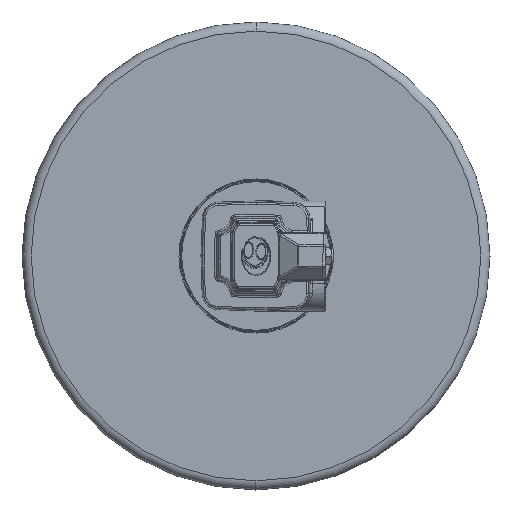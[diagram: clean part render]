
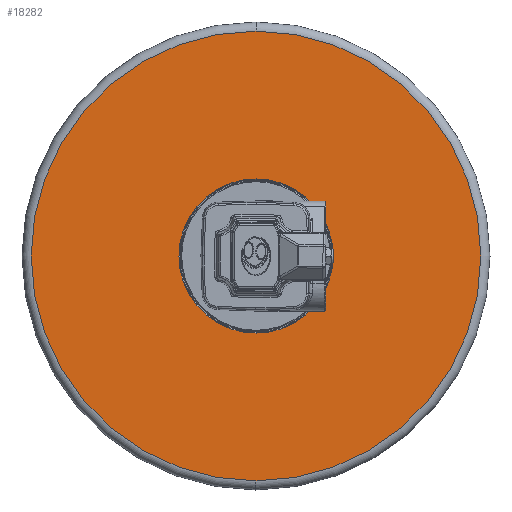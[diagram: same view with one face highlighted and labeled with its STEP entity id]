
A CAD part, left-side view. The second image highlights one B-rep face of the part: STEP entity #18282.
In plain terms, the highlighted planar face has unit normal (-1, 0, 0).
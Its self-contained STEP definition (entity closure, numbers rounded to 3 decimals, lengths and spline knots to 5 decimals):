
#9110 = CARTESIAN_POINT ( 'NONE',  ( 0., 0., -0.042 ) ) ;
#9646 = DIRECTION ( 'NONE',  ( 0., 0., -1. ) ) ;
#9647 = DIRECTION ( 'NONE',  ( 1., 0., 0. ) ) ;
#9648 = CARTESIAN_POINT ( 'NONE',  ( 0., 0., 0. ) ) ;
#9649 = CARTESIAN_POINT ( 'NONE',  ( 0., 0., 0.042 ) ) ;
#9652 = AXIS2_PLACEMENT_3D ( 'NONE', #9648, #9647, #9646 ) ;
#9665 = CIRCLE ( 'NONE', #9652, 0.042 ) ;
#9808 = CARTESIAN_POINT ( 'NONE',  ( 0., 0., -0.1225 ) ) ;
#9885 = DIRECTION ( 'NONE',  ( 0., 0., 1. ) ) ;
#9886 = DIRECTION ( 'NONE',  ( -1., 0., 0. ) ) ;
#9887 = CARTESIAN_POINT ( 'NONE',  ( 0., 0., 0. ) ) ;
#9888 = AXIS2_PLACEMENT_3D ( 'NONE', #9887, #9886, #9885 ) ;
#9889 = CARTESIAN_POINT ( 'NONE',  ( 0., 0.1225, 0. ) ) ;
#9890 = DIRECTION ( 'NONE',  ( 0., 0., -1. ) ) ;
#9891 = DIRECTION ( 'NONE',  ( 1., 0., 0. ) ) ;
#9892 = PLANE ( 'NONE',  #9906 ) ;
#9898 = FACE_OUTER_BOUND ( 'NONE', #18236, .T. ) ;
#9899 = CIRCLE ( 'NONE', #9888, 0.1225 ) ;
#9906 = AXIS2_PLACEMENT_3D ( 'NONE', #9889, #9891, #9890 ) ;
#9914 = CIRCLE ( 'NONE', #9966, 0.1225 ) ;
#9932 = DIRECTION ( 'NONE',  ( 0., 0., -1. ) ) ;
#9933 = DIRECTION ( 'NONE',  ( 1., 0., 0. ) ) ;
#9934 = AXIS2_PLACEMENT_3D ( 'NONE', #9938, #9933, #9932 ) ;
#9935 = CIRCLE ( 'NONE', #9934, 0.042 ) ;
#9938 = CARTESIAN_POINT ( 'NONE',  ( 0., 0., 0. ) ) ;
#9939 = CARTESIAN_POINT ( 'NONE',  ( 0., 0., 0.1225 ) ) ;
#9940 = FACE_BOUND ( 'NONE', #18232, .T. ) ;
#9961 = DIRECTION ( 'NONE',  ( 0., 0., 1. ) ) ;
#9962 = DIRECTION ( 'NONE',  ( -1., 0., 0. ) ) ;
#9963 = CARTESIAN_POINT ( 'NONE',  ( 0., 0., 0. ) ) ;
#9966 = AXIS2_PLACEMENT_3D ( 'NONE', #9963, #9962, #9961 ) ;
#18166 = VERTEX_POINT ( 'NONE', #9110 ) ;
#18203 = EDGE_CURVE ( 'NONE', #18204, #18166, #9665, .T. ) ;
#18204 = VERTEX_POINT ( 'NONE', #9649 ) ;
#18232 = EDGE_LOOP ( 'NONE', ( #18284, #18286 ) ) ;
#18236 = EDGE_LOOP ( 'NONE', ( #18268, #18285 ) ) ;
#18239 = VERTEX_POINT ( 'NONE', #9808 ) ;
#18268 = ORIENTED_EDGE ( 'NONE', *, *, #18293, .T. ) ;
#18276 = EDGE_CURVE ( 'NONE', #18239, #18294, #9899, .T. ) ;
#18282 = ADVANCED_FACE ( 'NONE', ( #9940, #9898 ), #9892, .F. ) ;
#18283 = EDGE_CURVE ( 'NONE', #18166, #18204, #9935, .T. ) ;
#18284 = ORIENTED_EDGE ( 'NONE', *, *, #18203, .T. ) ;
#18285 = ORIENTED_EDGE ( 'NONE', *, *, #18276, .T. ) ;
#18286 = ORIENTED_EDGE ( 'NONE', *, *, #18283, .T. ) ;
#18293 = EDGE_CURVE ( 'NONE', #18294, #18239, #9914, .T. ) ;
#18294 = VERTEX_POINT ( 'NONE', #9939 ) ;
